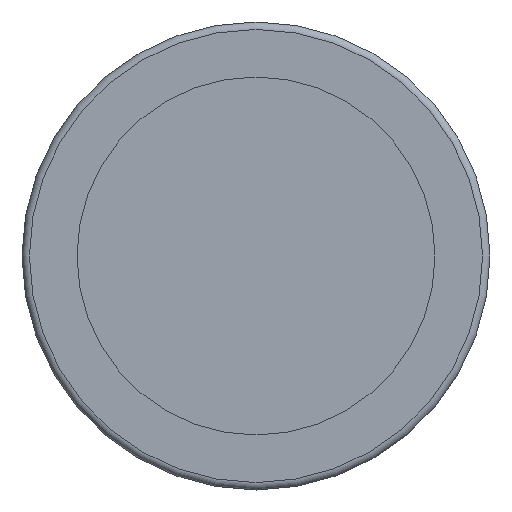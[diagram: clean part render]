
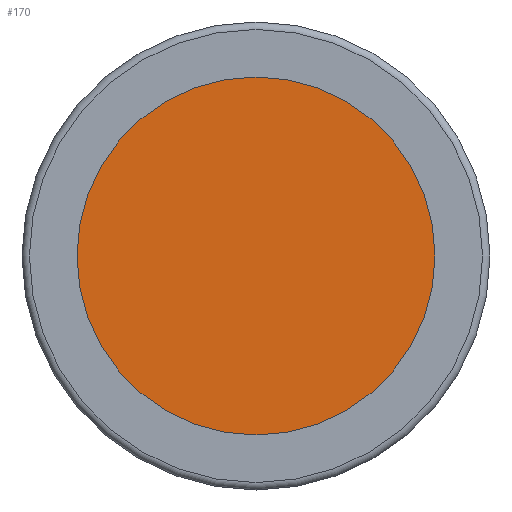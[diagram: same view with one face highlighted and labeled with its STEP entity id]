
A CAD part, left-side view. The second image highlights one B-rep face of the part: STEP entity #170.
In plain terms, the highlighted planar face has unit normal (-1, 0, 0).
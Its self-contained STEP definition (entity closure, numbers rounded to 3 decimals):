
#31=PLANE('',#199);
#37=FACE_OUTER_BOUND('',#50,.T.);
#50=EDGE_LOOP('',(#128));
#71=CIRCLE('',#196,13.);
#88=VERTEX_POINT('',#291);
#103=EDGE_CURVE('',#88,#88,#71,.T.);
#128=ORIENTED_EDGE('',*,*,#103,.F.);
#170=ADVANCED_FACE('',(#37),#31,.T.);
#196=AXIS2_PLACEMENT_3D('',#293,#230,#231);
#199=AXIS2_PLACEMENT_3D('',#297,#236,#237);
#230=DIRECTION('center_axis',(1.,0.,0.));
#231=DIRECTION('ref_axis',(0.,-1.,0.));
#236=DIRECTION('center_axis',(-1.,0.,0.));
#237=DIRECTION('ref_axis',(0.,-1.,0.));
#291=CARTESIAN_POINT('',(-693.78,13.,0.));
#293=CARTESIAN_POINT('Origin',(-693.78,0.,0.));
#297=CARTESIAN_POINT('Origin',(-693.78,0.,0.));
